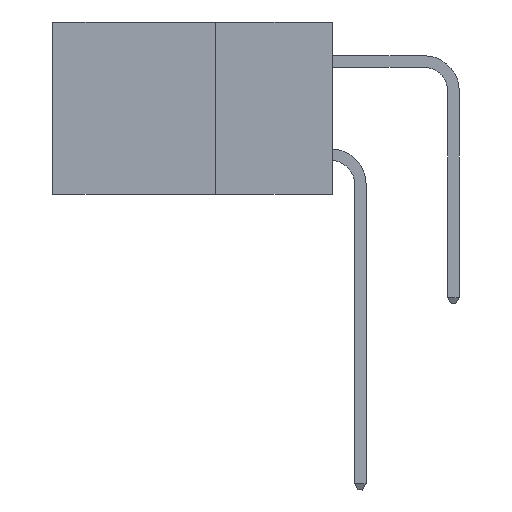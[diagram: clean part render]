
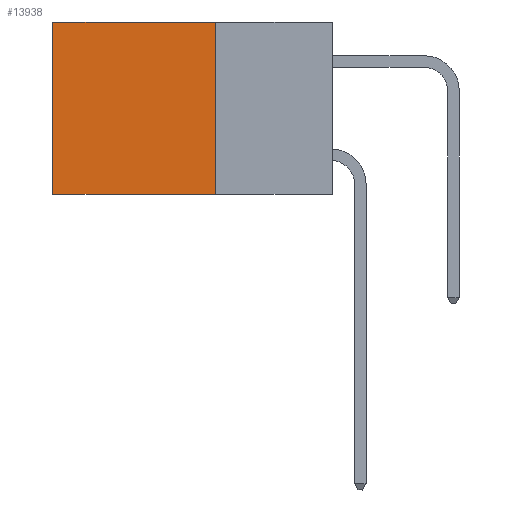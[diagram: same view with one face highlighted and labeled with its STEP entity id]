
A CAD part, left-side view. The second image highlights one B-rep face of the part: STEP entity #13938.
In plain terms, the highlighted planar face has unit normal (-1, 0, 0).
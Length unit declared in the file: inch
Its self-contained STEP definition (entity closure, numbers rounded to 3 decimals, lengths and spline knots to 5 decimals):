
#733 = CARTESIAN_POINT ( 'NONE',  ( 0.298, 0.25, -0.37 ) ) ;
#742 = EDGE_CURVE ( 'NONE', #16180, #18466, #6179, .T. ) ;
#2799 = CARTESIAN_POINT ( 'NONE',  ( 0.298, 0.25, 0. ) ) ;
#3245 = CARTESIAN_POINT ( 'NONE',  ( 0.298, 0.6, 0. ) ) ;
#3519 = DIRECTION ( 'NONE',  ( 0., 1., 0. ) ) ;
#4473 = DIRECTION ( 'NONE',  ( 0., 0., -1. ) ) ;
#4779 = ORIENTED_EDGE ( 'NONE', *, *, #6579, .T. ) ;
#5384 = EDGE_CURVE ( 'NONE', #12078, #16180, #27311, .T. ) ;
#6179 = LINE ( 'NONE', #733, #28240 ) ;
#6579 = EDGE_CURVE ( 'NONE', #33716, #18466, #18960, .T. ) ;
#7874 = PLANE ( 'NONE',  #8495 ) ;
#8318 = FACE_OUTER_BOUND ( 'NONE', #23821, .T. ) ;
#8328 = DIRECTION ( 'NONE',  ( 0., 1., 0. ) ) ;
#8495 = AXIS2_PLACEMENT_3D ( 'NONE', #26453, #29121, #13289 ) ;
#9862 = VECTOR ( 'NONE', #8328, 39.37008 ) ;
#10234 = VECTOR ( 'NONE', #17834, 39.37008 ) ;
#12078 = VERTEX_POINT ( 'NONE', #13995 ) ;
#12132 = CARTESIAN_POINT ( 'NONE',  ( 0.298, 0.6, -0.37 ) ) ;
#12230 = ORIENTED_EDGE ( 'NONE', *, *, #742, .F. ) ;
#13289 = DIRECTION ( 'NONE',  ( 0., 0., -1. ) ) ;
#13302 = CARTESIAN_POINT ( 'NONE',  ( 0.298, 0.25, 0. ) ) ;
#13938 = ADVANCED_FACE ( 'NONE', ( #8318 ), #7874, .F. ) ;
#13995 = CARTESIAN_POINT ( 'NONE',  ( 0.298, 0.25, 0. ) ) ;
#16180 = VERTEX_POINT ( 'NONE', #30170 ) ;
#16579 = CARTESIAN_POINT ( 'NONE',  ( 0.298, 0.6, 0. ) ) ;
#16931 = LINE ( 'NONE', #2799, #9862 ) ;
#17834 = DIRECTION ( 'NONE',  ( 0., 0., -1. ) ) ;
#18466 = VERTEX_POINT ( 'NONE', #12132 ) ;
#18960 = LINE ( 'NONE', #16579, #10234 ) ;
#23108 = ORIENTED_EDGE ( 'NONE', *, *, #32037, .T. ) ;
#23821 = EDGE_LOOP ( 'NONE', ( #4779, #12230, #24956, #23108 ) ) ;
#24956 = ORIENTED_EDGE ( 'NONE', *, *, #5384, .F. ) ;
#26453 = CARTESIAN_POINT ( 'NONE',  ( 0.298, 0.25, 0. ) ) ;
#26480 = VECTOR ( 'NONE', #4473, 39.37008 ) ;
#27311 = LINE ( 'NONE', #13302, #26480 ) ;
#28240 = VECTOR ( 'NONE', #3519, 39.37008 ) ;
#29121 = DIRECTION ( 'NONE',  ( 1., 0., 0. ) ) ;
#30170 = CARTESIAN_POINT ( 'NONE',  ( 0.298, 0.25, -0.37 ) ) ;
#32037 = EDGE_CURVE ( 'NONE', #12078, #33716, #16931, .T. ) ;
#33716 = VERTEX_POINT ( 'NONE', #3245 ) ;
